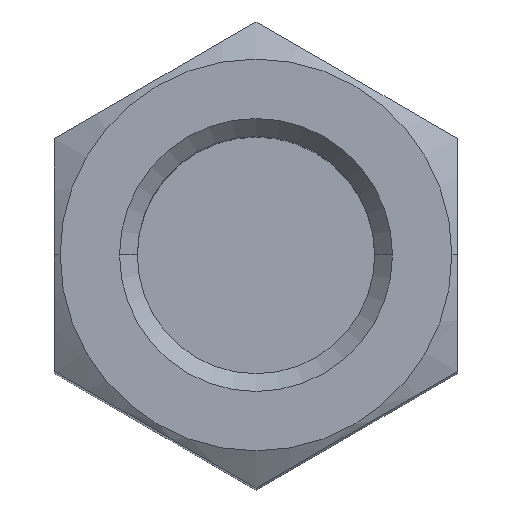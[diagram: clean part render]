
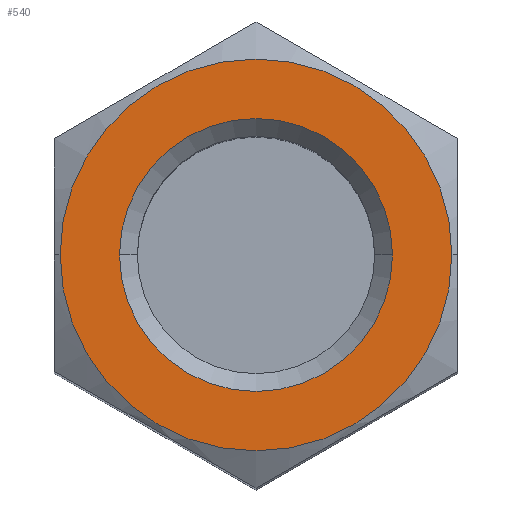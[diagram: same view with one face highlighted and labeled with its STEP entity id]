
A CAD part, top view. The second image highlights one B-rep face of the part: STEP entity #540.
In plain terms, the highlighted planar face has unit normal (0, 0, 1).
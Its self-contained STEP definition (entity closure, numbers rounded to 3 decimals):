
#16 = ORIENTED_EDGE ( 'NONE', *, *, #460, .F. ) ;
#36 = VERTEX_POINT ( 'NONE', #79 ) ;
#41 = VERTEX_POINT ( 'NONE', #244 ) ;
#79 = CARTESIAN_POINT ( 'NONE',  ( -5.75, 0., 50. ) ) ;
#86 = DIRECTION ( 'NONE',  ( 0., 0., 1. ) ) ;
#129 = DIRECTION ( 'NONE',  ( 0., 0., -1. ) ) ;
#183 = DIRECTION ( 'NONE',  ( 0., 0., 1. ) ) ;
#208 = AXIS2_PLACEMENT_3D ( 'NONE', #889, #209, #683 ) ;
#209 = DIRECTION ( 'NONE',  ( 0., 0., 1. ) ) ;
#215 = EDGE_CURVE ( 'NONE', #36, #41, #831, .T. ) ;
#233 = DIRECTION ( 'NONE',  ( 1., 0., 0. ) ) ;
#244 = CARTESIAN_POINT ( 'NONE',  ( 5.75, 0., 50. ) ) ;
#250 = CARTESIAN_POINT ( 'NONE',  ( 0., 0., 50. ) ) ;
#252 = CIRCLE ( 'NONE', #861, 5.75 ) ;
#263 = AXIS2_PLACEMENT_3D ( 'NONE', #250, #183, #495 ) ;
#279 = VERTEX_POINT ( 'NONE', #401 ) ;
#303 = VERTEX_POINT ( 'NONE', #463 ) ;
#305 = EDGE_CURVE ( 'NONE', #279, #303, #694, .T. ) ;
#335 = EDGE_LOOP ( 'NONE', ( #731, #946 ) ) ;
#365 = EDGE_LOOP ( 'NONE', ( #16, #820 ) ) ;
#370 = PLANE ( 'NONE',  #640 ) ;
#401 = CARTESIAN_POINT ( 'NONE',  ( -8.25, 0., 50. ) ) ;
#414 = CIRCLE ( 'NONE', #263, 8.25 ) ;
#431 = DIRECTION ( 'NONE',  ( -1., 0., 0. ) ) ;
#451 = EDGE_CURVE ( 'NONE', #303, #279, #414, .T. ) ;
#460 = EDGE_CURVE ( 'NONE', #41, #36, #252, .T. ) ;
#463 = CARTESIAN_POINT ( 'NONE',  ( 8.25, 0., 50. ) ) ;
#495 = DIRECTION ( 'NONE',  ( 1., 0., 0. ) ) ;
#540 = ADVANCED_FACE ( 'NONE', ( #586, #880 ), #370, .F. ) ;
#554 = DIRECTION ( 'NONE',  ( 1., 0., 0. ) ) ;
#586 = FACE_BOUND ( 'NONE', #365, .T. ) ;
#640 = AXIS2_PLACEMENT_3D ( 'NONE', #812, #129, #431 ) ;
#683 = DIRECTION ( 'NONE',  ( 1., 0., 0. ) ) ;
#694 = CIRCLE ( 'NONE', #912, 8.25 ) ;
#731 = ORIENTED_EDGE ( 'NONE', *, *, #305, .T. ) ;
#740 = DIRECTION ( 'NONE',  ( 0., 0., 1. ) ) ;
#780 = CARTESIAN_POINT ( 'NONE',  ( 0., 0., 50. ) ) ;
#812 = CARTESIAN_POINT ( 'NONE',  ( 8.5, 4.907, 50. ) ) ;
#820 = ORIENTED_EDGE ( 'NONE', *, *, #215, .F. ) ;
#831 = CIRCLE ( 'NONE', #208, 5.75 ) ;
#861 = AXIS2_PLACEMENT_3D ( 'NONE', #780, #86, #554 ) ;
#880 = FACE_OUTER_BOUND ( 'NONE', #335, .T. ) ;
#889 = CARTESIAN_POINT ( 'NONE',  ( 0., 0., 50. ) ) ;
#908 = CARTESIAN_POINT ( 'NONE',  ( 0., 0., 50. ) ) ;
#912 = AXIS2_PLACEMENT_3D ( 'NONE', #908, #740, #233 ) ;
#946 = ORIENTED_EDGE ( 'NONE', *, *, #451, .T. ) ;
